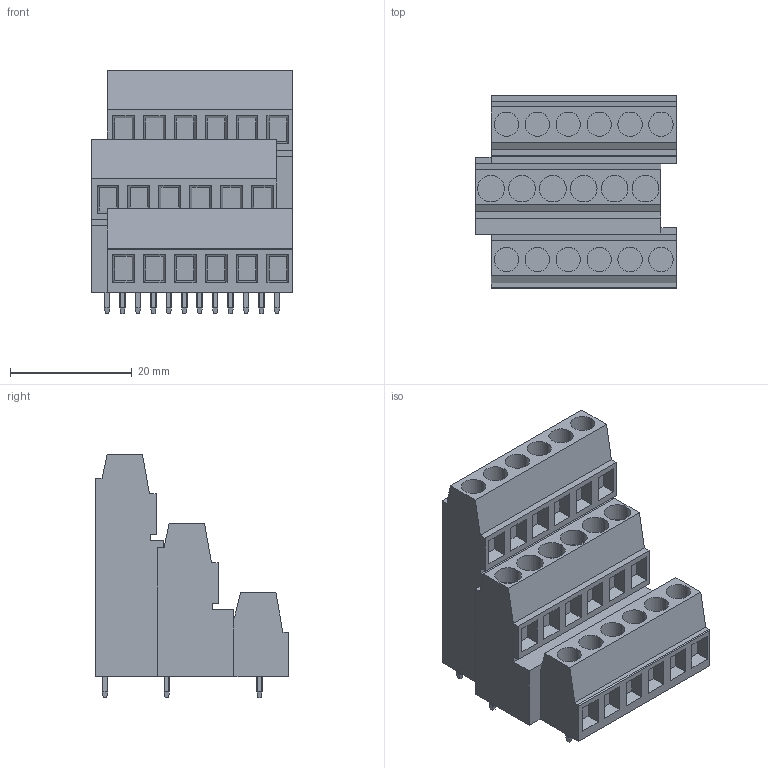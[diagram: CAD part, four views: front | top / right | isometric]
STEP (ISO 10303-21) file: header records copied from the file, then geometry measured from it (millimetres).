
FILE_DESCRIPTION(('CATIA V5 STEP','CAx-IF Rec.Pracs.--- Model Styling and Organization---1.2---2011-12-15'),'2;1');
FILE_NAME ('D1455749_0_1769660000_1769660000.stp','2018-09-08T04:29:29+00:00',('none'),('Weidmueller'),'CATIA Version 5-6 Release 2014','CATIA V5 STEP AP214','none');
FILE_SCHEMA(('AUTOMOTIVE_DESIGN { 1 0 10303 214 1 1 1 1 }'));
Length unit declared in the file: millimetre
Products named in the file (1): 1769660000
Bounding box: 33.02 x 31.8 x 40.1 mm (x, y, z)
Volume: 21087.5 mm3; surface area: 7612.2 mm2
Topology: 19 solids, 19 shells, 433 faces, 1077 edges, 718 vertices
Faces by surface type: plane 396, cylinder 37
Entity records: 11473 total; most frequent: CARTESIAN_POINT 2176, ORIENTED_EDGE 2154, DIRECTION 1405, EDGE_CURVE 1077, VECTOR 859, LINE 859, VERTEX_POINT 718, EDGE_LOOP 469
